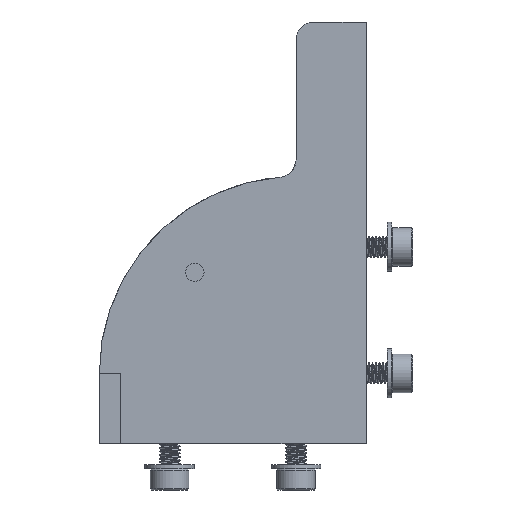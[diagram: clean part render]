
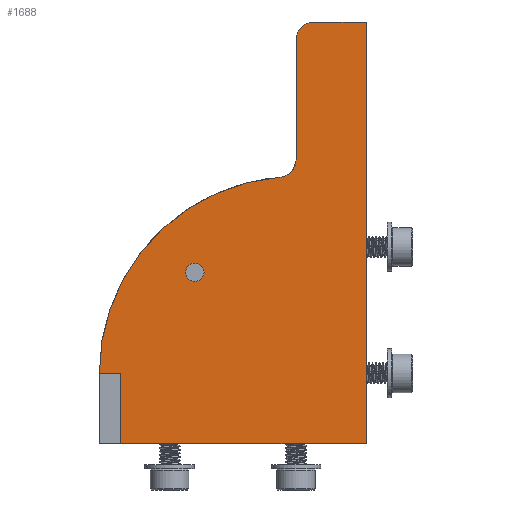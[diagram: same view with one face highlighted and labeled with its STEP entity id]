
A CAD part, left-side view. The second image highlights one B-rep face of the part: STEP entity #1688.
In plain terms, the highlighted planar face has unit normal (-1, 0, 0).
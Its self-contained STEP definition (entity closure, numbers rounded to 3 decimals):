
#119=FACE_BOUND('',#396,.T.);
#134=B_SPLINE_CURVE_WITH_KNOTS('',3,(#2694,#2695,#2696,#2697,#2698),
 .UNSPECIFIED.,.F.,.F.,(4,1,4),(0.,0.16,0.373),
 .UNSPECIFIED.);
#294=FACE_OUTER_BOUND('',#395,.T.);
#395=EDGE_LOOP('',(#1225,#1226,#1227,#1228,#1229,#1230,#1231,#1232,#1233));
#396=EDGE_LOOP('',(#1234));
#489=CIRCLE('',#1822,1.3);
#492=CIRCLE('',#1827,2.5);
#501=CIRCLE('',#1846,28.);
#552=LINE('',#2574,#643);
#556=LINE('',#2631,#647);
#560=LINE('',#2713,#651);
#562=LINE('',#2719,#653);
#567=LINE('',#2728,#658);
#570=LINE('',#2735,#661);
#643=VECTOR('',#2054,60.);
#647=VECTOR('',#2066,17.103);
#651=VECTOR('',#2086,7.5);
#653=VECTOR('',#2090,10.);
#658=VECTOR('',#2097,3.);
#661=VECTOR('',#2106,35.);
#736=VERTEX_POINT('',#2557);
#739=VERTEX_POINT('',#2565);
#740=VERTEX_POINT('',#2567);
#741=VERTEX_POINT('',#2571);
#742=VERTEX_POINT('',#2573);
#750=VERTEX_POINT('',#2625);
#753=VERTEX_POINT('',#2693);
#757=VERTEX_POINT('',#2716);
#758=VERTEX_POINT('',#2718);
#760=VERTEX_POINT('',#2724);
#906=EDGE_CURVE('',#736,#736,#489,.T.);
#909=EDGE_CURVE('',#740,#739,#492,.T.);
#912=EDGE_CURVE('',#742,#741,#552,.T.);
#922=EDGE_CURVE('',#739,#750,#556,.T.);
#927=EDGE_CURVE('',#753,#750,#134,.F.);
#933=EDGE_CURVE('',#741,#740,#560,.T.);
#935=EDGE_CURVE('',#757,#758,#562,.T.);
#940=EDGE_CURVE('',#758,#760,#567,.T.);
#943=EDGE_CURVE('',#760,#753,#501,.T.);
#944=EDGE_CURVE('',#742,#757,#570,.T.);
#1225=ORIENTED_EDGE('',*,*,#909,.T.);
#1226=ORIENTED_EDGE('',*,*,#922,.T.);
#1227=ORIENTED_EDGE('',*,*,#927,.F.);
#1228=ORIENTED_EDGE('',*,*,#943,.F.);
#1229=ORIENTED_EDGE('',*,*,#940,.F.);
#1230=ORIENTED_EDGE('',*,*,#935,.F.);
#1231=ORIENTED_EDGE('',*,*,#944,.F.);
#1232=ORIENTED_EDGE('',*,*,#912,.T.);
#1233=ORIENTED_EDGE('',*,*,#933,.T.);
#1234=ORIENTED_EDGE('',*,*,#906,.F.);
#1649=PLANE('',#1845);
#1688=ADVANCED_FACE('',(#294,#119),#1649,.F.);
#1822=AXIS2_PLACEMENT_3D('',#2559,#2037,#2038);
#1827=AXIS2_PLACEMENT_3D('',#2568,#2047,#2048);
#1845=AXIS2_PLACEMENT_3D('',#2733,#2102,#2103);
#1846=AXIS2_PLACEMENT_3D('',#2734,#2104,#2105);
#2037=DIRECTION('center_axis',(-1.,0.,0.));
#2038=DIRECTION('ref_axis',(0.,1.,0.));
#2047=DIRECTION('center_axis',(-1.,0.,0.));
#2048=DIRECTION('ref_axis',(0.,1.,0.));
#2054=DIRECTION('',(0.,0.,1.));
#2066=DIRECTION('',(0.,0.,-1.));
#2086=DIRECTION('',(0.,1.,0.));
#2090=DIRECTION('',(0.,0.,1.));
#2097=DIRECTION('',(0.,1.,0.));
#2102=DIRECTION('center_axis',(1.,0.,0.));
#2103=DIRECTION('ref_axis',(0.,0.,-1.));
#2104=DIRECTION('center_axis',(1.,0.,0.));
#2105=DIRECTION('ref_axis',(0.,0.,
1.));
#2106=DIRECTION('',(0.,1.,0.));
#2557=CARTESIAN_POINT('',(-77.25,220.35,376.4));
#2559=CARTESIAN_POINT('Origin',(-77.25,221.65,376.4));
#2565=CARTESIAN_POINT('',(-77.25,207.25,409.5));
#2567=CARTESIAN_POINT('',(-77.25,204.75,412.));
#2568=CARTESIAN_POINT('Origin',(-77.25,204.75,409.5));
#2571=CARTESIAN_POINT('',(-77.25,197.25,412.));
#2573=CARTESIAN_POINT('',(-77.25,197.25,352.));
#2574=CARTESIAN_POINT('',(-77.25,197.25,403.75));
#2625=CARTESIAN_POINT('',(-77.25,207.25,392.397));
#2631=CARTESIAN_POINT('',(-77.25,207.25,401.));
#2693=CARTESIAN_POINT('',(-77.25,209.545,389.906));
#2694=CARTESIAN_POINT('Ctrl Pts',(-77.25,207.25,392.397));
#2695=CARTESIAN_POINT('Ctrl Pts',(-77.25,207.25,391.866));
#2696=CARTESIAN_POINT('Ctrl Pts',(-77.25,207.659,390.624));
#2697=CARTESIAN_POINT('Ctrl Pts',(-77.25,208.839,389.964));
#2698=CARTESIAN_POINT('Ctrl Pts',(-77.25,209.545,389.906));
#2713=CARTESIAN_POINT('',(-77.25,202.25,412.));
#2716=CARTESIAN_POINT('',(-77.25,232.25,352.));
#2718=CARTESIAN_POINT('',(-77.25,232.25,362.));
#2719=CARTESIAN_POINT('',(-77.25,232.25,359.5));
#2724=CARTESIAN_POINT('',(-77.25,235.25,362.));
#2728=CARTESIAN_POINT('',(-77.25,224.75,362.));
#2733=CARTESIAN_POINT('Origin',(-77.25,207.25,362.));
#2734=CARTESIAN_POINT('Origin',(-77.25,207.25,362.));
#2735=CARTESIAN_POINT('',(-77.25,230.25,352.));
